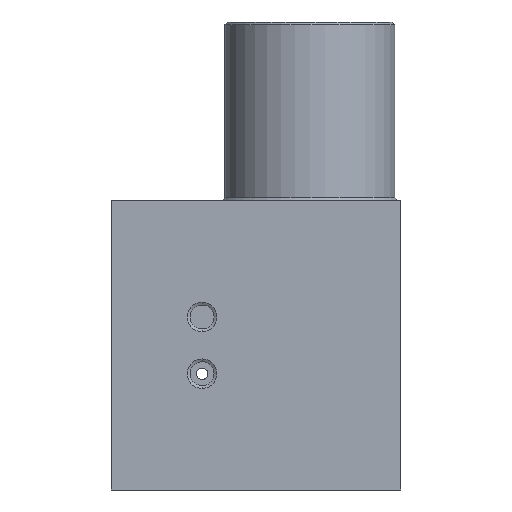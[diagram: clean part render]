
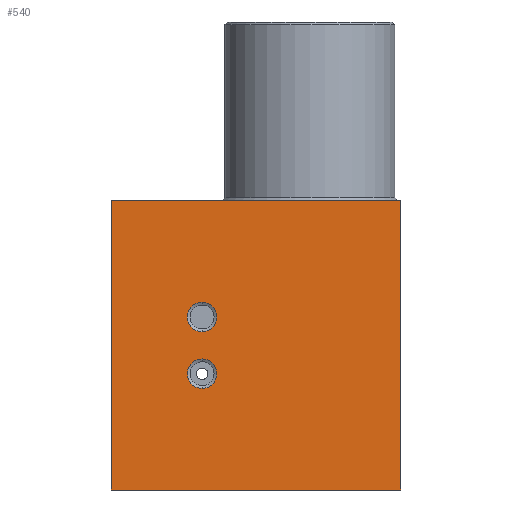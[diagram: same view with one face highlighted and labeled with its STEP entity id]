
A CAD part, left-side view. The second image highlights one B-rep face of the part: STEP entity #540.
In plain terms, the highlighted planar face has unit normal (-1, 0, 0).
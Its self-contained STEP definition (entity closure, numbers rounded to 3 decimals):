
#197 = CARTESIAN_POINT ( 'NONE',  ( 2.821, 32.167, 9.75 ) ) ;
#204 = CARTESIAN_POINT ( 'NONE',  ( 2.821, 32.167, 9.75 ) ) ;
#205 = DIRECTION ( 'NONE',  ( 0., 0., -1. ) ) ;
#236 = DIRECTION ( 'NONE',  ( 0., 1., 0. ) ) ;
#307 = DIRECTION ( 'NONE',  ( 0., -1., 0. ) ) ;
#330 = DIRECTION ( 'NONE',  ( 0., 0., -1. ) ) ;
#332 = CARTESIAN_POINT ( 'NONE',  ( 2.821, -18.833, 9.75 ) ) ;
#374 = DIRECTION ( 'NONE',  ( -1., 0., 0. ) ) ;
#375 = CARTESIAN_POINT ( 'NONE',  ( 2.821, 32.167, -41.25 ) ) ;
#388 = DIRECTION ( 'NONE',  ( 0., 1., 0. ) ) ;
#540 = ADVANCED_FACE ( 'NONE', ( #2064, #2089, #2080 ), #3992, .F. ) ;
#831 = CIRCLE ( 'NONE', #2515, 2.6 ) ;
#858 = CIRCLE ( 'NONE', #2508, 2.6 ) ;
#889 = LINE ( 'NONE', #197, #1008 ) ;
#893 = LINE ( 'NONE', #375, #914 ) ;
#914 = VECTOR ( 'NONE', #388, 1000. ) ;
#925 = LINE ( 'NONE', #332, #950 ) ;
#950 = VECTOR ( 'NONE', #330, 1000. ) ;
#1008 = VECTOR ( 'NONE', #236, 1000. ) ;
#1019 = CIRCLE ( 'NONE', #2680, 2.6 ) ;
#1122 = VECTOR ( 'NONE', #205, 1000. ) ;
#1147 = LINE ( 'NONE', #204, #1122 ) ;
#1290 = CIRCLE ( 'NONE', #2610, 2.6 ) ;
#2064 = FACE_BOUND ( 'NONE', #5075, .T. ) ;
#2080 = FACE_OUTER_BOUND ( 'NONE', #5058, .T. ) ;
#2089 = FACE_BOUND ( 'NONE', #5149, .T. ) ;
#2180 = EDGE_CURVE ( 'NONE', #4244, #4268, #858, .T. ) ;
#2188 = EDGE_CURVE ( 'NONE', #4286, #4591, #831, .T. ) ;
#2508 = AXIS2_PLACEMENT_3D ( 'NONE', #3587, #3672, #3650 ) ;
#2515 = AXIS2_PLACEMENT_3D ( 'NONE', #3504, #3490, #3486 ) ;
#2520 = AXIS2_PLACEMENT_3D ( 'NONE', #3985, #3984, #3983 ) ;
#2610 = AXIS2_PLACEMENT_3D ( 'NONE', #6215, #6176, #6222 ) ;
#2680 = AXIS2_PLACEMENT_3D ( 'NONE', #3276, #374, #307 ) ;
#3121 = EDGE_CURVE ( 'NONE', #4268, #4244, #1019, .T. ) ;
#3142 = EDGE_CURVE ( 'NONE', #4597, #4666, #893, .T. ) ;
#3150 = EDGE_CURVE ( 'NONE', #4388, #4597, #925, .T. ) ;
#3175 = EDGE_CURVE ( 'NONE', #4388, #4628, #889, .T. ) ;
#3185 = EDGE_CURVE ( 'NONE', #4628, #4666, #1147, .T. ) ;
#3276 = CARTESIAN_POINT ( 'NONE',  ( 2.821, 16.167, -10.75 ) ) ;
#3430 = EDGE_CURVE ( 'NONE', #4591, #4286, #1290, .T. ) ;
#3486 = DIRECTION ( 'NONE',  ( 0., -1., 0. ) ) ;
#3490 = DIRECTION ( 'NONE',  ( -1., 0., 0. ) ) ;
#3504 = CARTESIAN_POINT ( 'NONE',  ( 2.821, 16.167, -20.75 ) ) ;
#3587 = CARTESIAN_POINT ( 'NONE',  ( 2.821, 16.167, -10.75 ) ) ;
#3650 = DIRECTION ( 'NONE',  ( 0., -1., 0. ) ) ;
#3672 = DIRECTION ( 'NONE',  ( -1., 0., 0. ) ) ;
#3983 = DIRECTION ( 'NONE',  ( 0., -1., 0. ) ) ;
#3984 = DIRECTION ( 'NONE',  ( 1., 0., 0. ) ) ;
#3985 = CARTESIAN_POINT ( 'NONE',  ( 2.821, 32.167, 9.75 ) ) ;
#3992 = PLANE ( 'NONE',  #2520 ) ;
#4244 = VERTEX_POINT ( 'NONE', #6244 ) ;
#4268 = VERTEX_POINT ( 'NONE', #6253 ) ;
#4286 = VERTEX_POINT ( 'NONE', #6257 ) ;
#4388 = VERTEX_POINT ( 'NONE', #6289 ) ;
#4591 = VERTEX_POINT ( 'NONE', #6348 ) ;
#4597 = VERTEX_POINT ( 'NONE', #6351 ) ;
#4628 = VERTEX_POINT ( 'NONE', #6361 ) ;
#4666 = VERTEX_POINT ( 'NONE', #6359 ) ;
#5058 = EDGE_LOOP ( 'NONE', ( #5311, #5316, #5284, #5255 ) ) ;
#5075 = EDGE_LOOP ( 'NONE', ( #5314, #5259 ) ) ;
#5149 = EDGE_LOOP ( 'NONE', ( #5244, #5273 ) ) ;
#5244 = ORIENTED_EDGE ( 'NONE', *, *, #3121, .F. ) ;
#5255 = ORIENTED_EDGE ( 'NONE', *, *, #3185, .T. ) ;
#5259 = ORIENTED_EDGE ( 'NONE', *, *, #2188, .F. ) ;
#5273 = ORIENTED_EDGE ( 'NONE', *, *, #2180, .F. ) ;
#5284 = ORIENTED_EDGE ( 'NONE', *, *, #3175, .T. ) ;
#5311 = ORIENTED_EDGE ( 'NONE', *, *, #3142, .F. ) ;
#5314 = ORIENTED_EDGE ( 'NONE', *, *, #3430, .F. ) ;
#5316 = ORIENTED_EDGE ( 'NONE', *, *, #3150, .F. ) ;
#6176 = DIRECTION ( 'NONE',  ( -1., 0., 0. ) ) ;
#6215 = CARTESIAN_POINT ( 'NONE',  ( 2.821, 16.167, -20.75 ) ) ;
#6222 = DIRECTION ( 'NONE',  ( 0., -1., 0. ) ) ;
#6244 = CARTESIAN_POINT ( 'NONE',  ( 2.821, 16.167, -8.15 ) ) ;
#6253 = CARTESIAN_POINT ( 'NONE',  ( 2.821, 16.167, -13.35 ) ) ;
#6257 = CARTESIAN_POINT ( 'NONE',  ( 2.821, 16.167, -18.15 ) ) ;
#6289 = CARTESIAN_POINT ( 'NONE',  ( 2.821, -18.833, 9.75 ) ) ;
#6348 = CARTESIAN_POINT ( 'NONE',  ( 2.821, 16.167, -23.35 ) ) ;
#6351 = CARTESIAN_POINT ( 'NONE',  ( 2.821, -18.833, -41.25 ) ) ;
#6359 = CARTESIAN_POINT ( 'NONE',  ( 2.821, 32.167, -41.25 ) ) ;
#6361 = CARTESIAN_POINT ( 'NONE',  ( 2.821, 32.167, 9.75 ) ) ;
